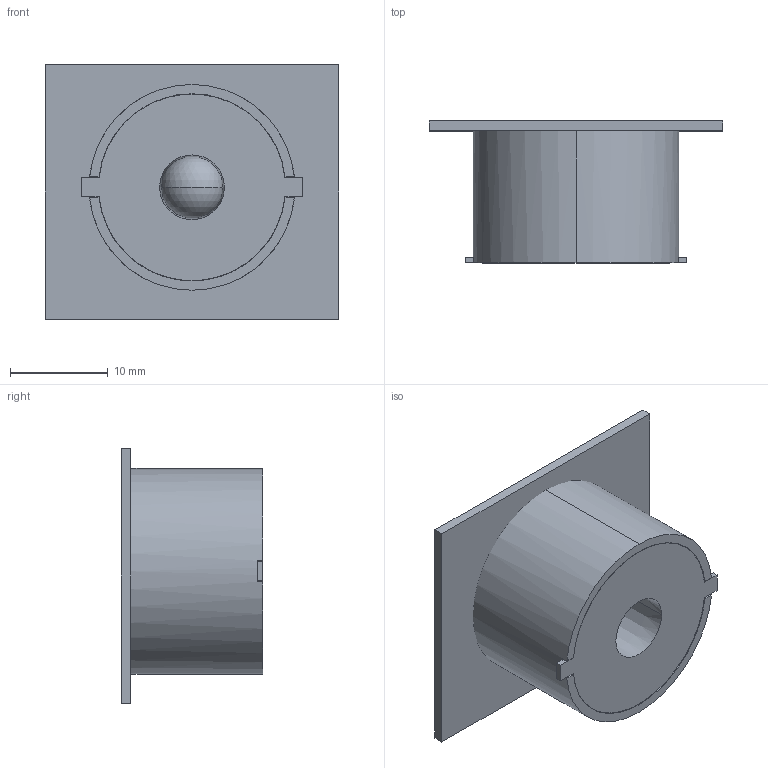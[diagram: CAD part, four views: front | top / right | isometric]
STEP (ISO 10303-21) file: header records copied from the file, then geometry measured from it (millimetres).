
FILE_DESCRIPTION (( 'STEP AP214' ), '1' );
FILE_NAME ('LED Collimator.STEP', '2024-03-23T02:56:40', ( '' ), ( '' ), 'SwSTEP 2.0', 'SolidWorks 2020', '' );
FILE_SCHEMA (( 'AUTOMOTIVE_DESIGN' ));
Length unit declared in the file: millimetre
Products named in the file (5): cylinder; PCB102215; collimatorreflandlens12132015; CREE XPL 12282015; LED Collimator
Assembly tree (4 placements, depth 2):
  LED Collimator
    collimatorreflandlens12132015
    cylinder
    PCB102215
    CREE XPL 12282015
Bounding box: 30 x 14.47 x 26 mm (x, y, z)
Volume: 3337.9 mm3; surface area: 4708.9 mm2
Topology: 4 solids, 4 shells, 95 faces, 231 edges, 148 vertices
Faces by surface type: plane 56, sphere 14, cylinder 12, cone 10, bspline 3
Entity records: 2824 total; most frequent: CARTESIAN_POINT 676, DIRECTION 419, ORIENTED_EDGE 394, EDGE_CURVE 197, AXIS2_PLACEMENT_3D 147, VERTEX_POINT 126, LINE 125, VECTOR 125
